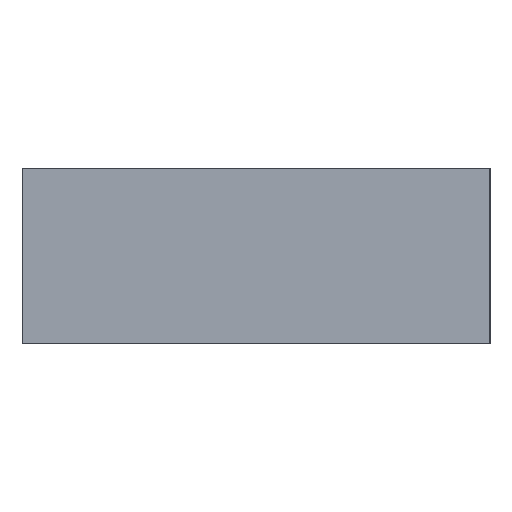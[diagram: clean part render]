
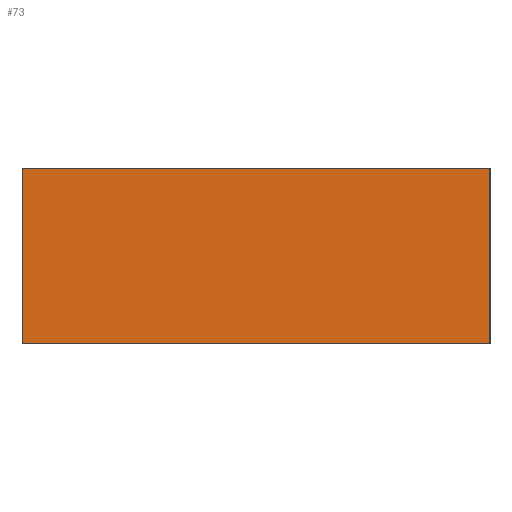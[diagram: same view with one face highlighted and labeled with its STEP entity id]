
A CAD part, left-side view. The second image highlights one B-rep face of the part: STEP entity #73.
In plain terms, the highlighted planar face has unit normal (-1, 0, 0).
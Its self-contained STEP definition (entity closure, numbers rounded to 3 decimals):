
#66 = EDGE_CURVE ( 'NONE', #224, #907, #755, .T. ) ;
#73 = ADVANCED_FACE ( 'NONE', ( #782 ), #783, .F. ) ;
#116 = ORIENTED_EDGE ( 'NONE', *, *, #66, .T. ) ;
#128 = ORIENTED_EDGE ( 'NONE', *, *, #142, .F. ) ;
#142 = EDGE_CURVE ( 'NONE', #251, #907, #408, .T. ) ;
#156 = ORIENTED_EDGE ( 'NONE', *, *, #905, .F. ) ;
#171 = ORIENTED_EDGE ( 'NONE', *, *, #177, .T. ) ;
#177 = EDGE_CURVE ( 'NONE', #215, #224, #540, .T. ) ;
#215 = VERTEX_POINT ( 'NONE', #680 ) ;
#224 = VERTEX_POINT ( 'NONE', #704 ) ;
#251 = VERTEX_POINT ( 'NONE', #799 ) ;
#379 = EDGE_LOOP ( 'NONE', ( #116, #128, #156, #171 ) ) ;
#408 = LINE ( 'NONE', #409, #410 ) ;
#409 = CARTESIAN_POINT ( 'NONE',  ( 0., 0., 15. ) ) ;
#410 = VECTOR ( 'NONE', #411, 1000. ) ;
#411 = DIRECTION ( 'NONE',  ( 0., 0., -1. ) ) ;
#540 = LINE ( 'NONE', #541, #542 ) ;
#541 = CARTESIAN_POINT ( 'NONE',  ( 0., 40., 15. ) ) ;
#542 = VECTOR ( 'NONE', #543, 1000. ) ;
#543 = DIRECTION ( 'NONE',  ( 0., 0., -1. ) ) ;
#680 = CARTESIAN_POINT ( 'NONE',  ( 0., 40., 15. ) ) ;
#704 = CARTESIAN_POINT ( 'NONE',  ( 0., 40., 0. ) ) ;
#706 = LINE ( 'NONE', #707, #708 ) ;
#707 = CARTESIAN_POINT ( 'NONE',  ( 0., 0., 15. ) ) ;
#708 = VECTOR ( 'NONE', #709, 1000. ) ;
#709 = DIRECTION ( 'NONE',  ( 0., -1., 0. ) ) ;
#710 = CARTESIAN_POINT ( 'NONE',  ( 0., 0., 0. ) ) ;
#755 = LINE ( 'NONE', #756, #757 ) ;
#756 = CARTESIAN_POINT ( 'NONE',  ( 0., 0., 0. ) ) ;
#757 = VECTOR ( 'NONE', #758, 1000. ) ;
#758 = DIRECTION ( 'NONE',  ( 0., -1., 0. ) ) ;
#782 = FACE_OUTER_BOUND ( 'NONE', #379, .T. ) ;
#783 = PLANE ( 'NONE',  #784 ) ;
#784 = AXIS2_PLACEMENT_3D ( 'NONE', #785, #786, #787 ) ;
#785 = CARTESIAN_POINT ( 'NONE',  ( 0., 0., 15. ) ) ;
#786 = DIRECTION ( 'NONE',  ( 1., 0., 0. ) ) ;
#787 = DIRECTION ( 'NONE',  ( 0., 0., -1. ) ) ;
#799 = CARTESIAN_POINT ( 'NONE',  ( 0., 0., 15. ) ) ;
#905 = EDGE_CURVE ( 'NONE', #215, #251, #706, .T. ) ;
#907 = VERTEX_POINT ( 'NONE', #710 ) ;
